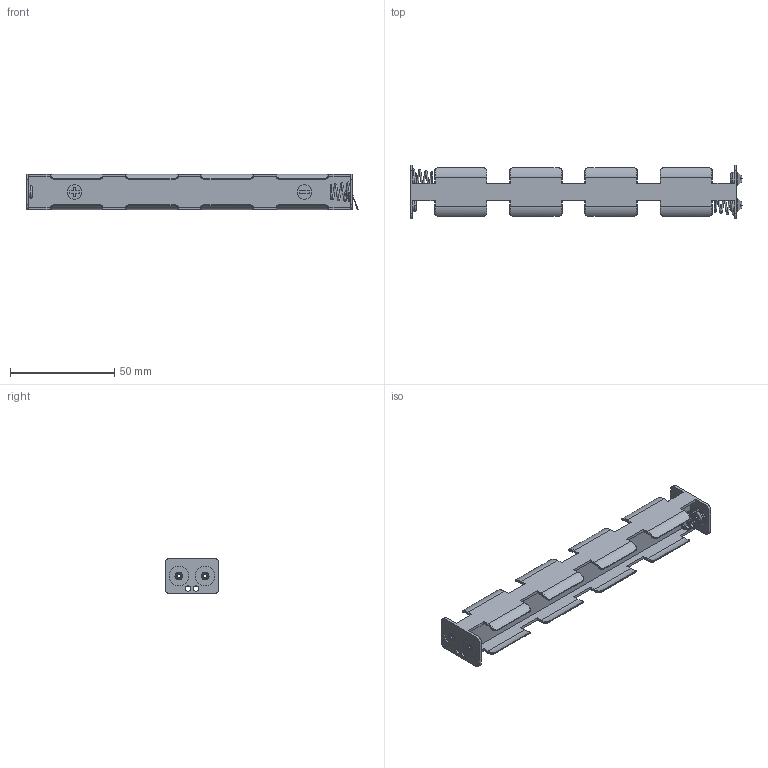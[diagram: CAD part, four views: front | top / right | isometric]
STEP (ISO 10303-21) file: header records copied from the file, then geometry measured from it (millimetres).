
FILE_DESCRIPTION (( 'STEP AP214' ), '1' );
FILE_NAME ('BH16AAL.STEP', '2019-12-03T14:04:51', ( '' ), ( '' ), 'SwSTEP 2.0', 'SolidWorks 2017', '' );
FILE_SCHEMA (( 'AUTOMOTIVE_DESIGN' ));
Length unit declared in the file: millimetre
Products named in the file (1): BH16AAL
Bounding box: 158.9 x 25.7 x 17.2 mm (x, y, z)
Volume: 10897.9 mm3; surface area: 19051.1 mm2
Topology: 5 solids, 5 shells, 610 faces, 1526 edges, 948 vertices
Faces by surface type: cylinder 258, plane 162, torus 118, bspline 72
Entity records: 24834 total; most frequent: CARTESIAN_POINT 10345, DIRECTION 3074, ORIENTED_EDGE 3044, EDGE_CURVE 1522, AXIS2_PLACEMENT_3D 1235, VERTEX_POINT 946, CIRCLE 698, EDGE_LOOP 658
